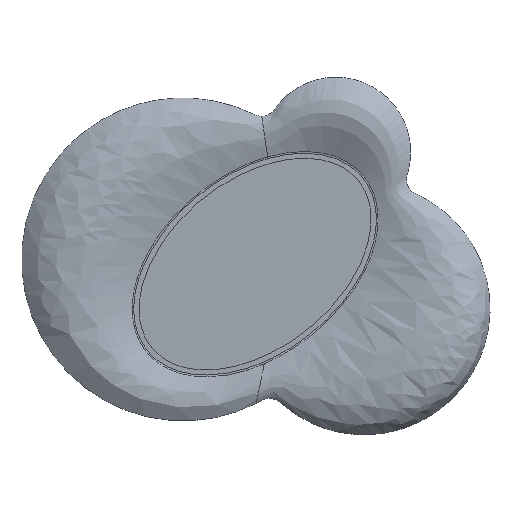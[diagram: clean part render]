
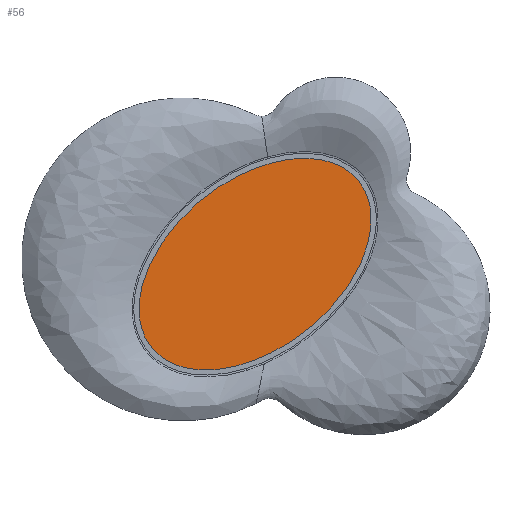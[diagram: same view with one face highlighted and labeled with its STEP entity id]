
A CAD part, front view. The second image highlights one B-rep face of the part: STEP entity #56.
In plain terms, the highlighted planar face has unit normal (0, -1, 0).
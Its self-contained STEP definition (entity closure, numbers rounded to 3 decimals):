
#56=ADVANCED_FACE($,(#114),#611,.T.);
#114=FACE_OUTER_BOUND($,#172,.T.);
#172=EDGE_LOOP($,(#306,#307));
#306=ORIENTED_EDGE($,*,*,#464,.T.);
#307=ORIENTED_EDGE($,*,*,#467,.T.);
#464=EDGE_CURVE($,#553,#555,#634,.T.);
#467=EDGE_CURVE($,#555,#553,#637,.T.);
#553=VERTEX_POINT($,#1545);
#555=VERTEX_POINT($,#1547);
#611=PLANE($,#813);
#634=B_SPLINE_CURVE_WITH_KNOTS($,3,(#1327,#1328,#1329,#1330,#1331,#1332,
#1333,#1334,#1335,#1336,#1337,#1338,#1339,#1340,#1341,#1342,#1343,#1344,
#1345,#1346,#1347,#1348,#1349,#1350,#1351,#1352,#1353,#1354,#1355,#1356,
#1357),.UNSPECIFIED.,.F.,.F.,(4,1,1,1,1,1,1,1,1,1,1,1,1,1,1,1,1,1,1,1,1,
1,1,1,1,1,1,1,4),(0.,29.794,58.943,87.27,
116.282,147.067,180.013,215.422,253.445,
294.042,336.977,381.834,428.057,475.007,
522.014,568.437,613.698,703.255,749.775,
796.81,843.71,889.808,934.471,977.157,
1017.468,1036.669,1055.211,1090.328,1123.01),
.UNSPECIFIED.);
#637=B_SPLINE_CURVE_WITH_KNOTS($,3,(#1390,#1391,#1392,#1393,#1394,#1395,
#1396,#1397,#1398,#1399,#1400,#1401,#1402,#1403,#1404,#1405,#1406,#1407,
#1408,#1409,#1410,#1411,#1412,#1413,#1414,#1415,#1416,#1417,#1418,#1419),
.UNSPECIFIED.,.F.,.F.,(4,1,1,1,1,1,1,1,1,1,1,1,1,1,1,1,1,1,1,1,1,1,1,1,1,
1,1,4),(1123.01,1153.571,1182.407,1210.279,
1239.292,1270.076,1303.023,1338.432,1376.455,
1417.052,1459.987,1504.844,1551.067,1598.016,
1645.024,1691.447,1736.707,1829.041,1876.946,
1924.964,1972.403,2018.586,2062.912,2104.901,
2144.241,2180.805,2214.651,2245.999),.UNSPECIFIED.);
#813=AXIS2_PLACEMENT_3D($,#1481,#822,$);
#822=DIRECTION($,(0.,-1.,0.));
#1327=CARTESIAN_POINT($,(1774.093,166.,713.617));
#1328=CARTESIAN_POINT($,(1771.347,166.,723.161));
#1329=CARTESIAN_POINT($,(1764.476,166.,741.671));
#1330=CARTESIAN_POINT($,(1749.992,166.,767.048));
#1331=CARTESIAN_POINT($,(1731.66,166.,789.47));
#1332=CARTESIAN_POINT($,(1709.464,166.,808.912));
#1333=CARTESIAN_POINT($,(1683.073,166.,825.273));
#1334=CARTESIAN_POINT($,(1652.465,166.,838.076));
#1335=CARTESIAN_POINT($,(1617.968,166.,846.79));
#1336=CARTESIAN_POINT($,(1580.087,166.,851.019));
#1337=CARTESIAN_POINT($,(1539.479,166.,850.524));
#1338=CARTESIAN_POINT($,(1496.929,166.,845.249));
#1339=CARTESIAN_POINT($,(1453.305,166.,835.321));
#1340=CARTESIAN_POINT($,(1409.503,166.,821.051));
#1341=CARTESIAN_POINT($,(1366.39,166.,802.901));
#1342=CARTESIAN_POINT($,(1324.754,166.,781.451));
#1343=CARTESIAN_POINT($,(1285.255,166.,757.352));
#1344=CARTESIAN_POINT($,(1235.915,166.,722.433));
#1345=CARTESIAN_POINT($,(1190.069,166.,682.723));
#1346=CARTESIAN_POINT($,(1148.17,166.,638.283));
#1347=CARTESIAN_POINT($,(1118.582,166.,601.94));
#1348=CARTESIAN_POINT($,(1091.989,166.,563.516));
#1349=CARTESIAN_POINT($,(1069.115,166.,523.668));
#1350=CARTESIAN_POINT($,(1050.587,166.,483.151));
#1351=CARTESIAN_POINT($,(1036.878,166.,442.784));
#1352=CARTESIAN_POINT($,(1029.597,166.,409.415));
#1353=CARTESIAN_POINT($,(1026.49,166.,383.565));
#1354=CARTESIAN_POINT($,(1025.182,166.,359.3));
#1355=CARTESIAN_POINT($,(1026.559,166.,330.446));
#1356=CARTESIAN_POINT($,(1031.016,166.,308.199));
#1357=CARTESIAN_POINT($,(1034.033,166.,297.719));
#1390=CARTESIAN_POINT($,(1034.033,166.,297.719));
#1391=CARTESIAN_POINT($,(1036.854,166.,287.92));
#1392=CARTESIAN_POINT($,(1043.811,166.,269.289));
#1393=CARTESIAN_POINT($,(1058.385,166.,243.961));
#1394=CARTESIAN_POINT($,(1076.581,166.,221.767));
#1395=CARTESIAN_POINT($,(1098.663,166.,202.424));
#1396=CARTESIAN_POINT($,(1125.053,166.,186.063));
#1397=CARTESIAN_POINT($,(1155.662,166.,173.261));
#1398=CARTESIAN_POINT($,(1190.158,166.,164.547));
#1399=CARTESIAN_POINT($,(1228.039,166.,160.318));
#1400=CARTESIAN_POINT($,(1268.647,166.,160.812));
#1401=CARTESIAN_POINT($,(1311.197,166.,166.088));
#1402=CARTESIAN_POINT($,(1354.821,166.,176.015));
#1403=CARTESIAN_POINT($,(1398.624,166.,190.286));
#1404=CARTESIAN_POINT($,(1441.736,166.,208.436));
#1405=CARTESIAN_POINT($,(1483.372,166.,229.885));
#1406=CARTESIAN_POINT($,(1522.871,166.,253.985));
#1407=CARTESIAN_POINT($,(1572.966,166.,289.438));
#1408=CARTESIAN_POINT($,(1619.795,166.,330.162));
#1409=CARTESIAN_POINT($,(1662.632,166.,376.078));
#1410=CARTESIAN_POINT($,(1692.557,166.,413.399));
#1411=CARTESIAN_POINT($,(1719.091,166.,452.516));
#1412=CARTESIAN_POINT($,(1741.571,166.,492.7));
#1413=CARTESIAN_POINT($,(1759.474,166.,533.151));
#1414=CARTESIAN_POINT($,(1772.454,166.,573.059));
#1415=CARTESIAN_POINT($,(1780.363,166.,611.645));
#1416=CARTESIAN_POINT($,(1783.248,166.,648.218));
#1417=CARTESIAN_POINT($,(1781.345,166.,682.189));
#1418=CARTESIAN_POINT($,(1776.984,166.,703.576));
#1419=CARTESIAN_POINT($,(1774.093,166.,713.617));
#1481=CARTESIAN_POINT($,(1025.478,166.,160.473));
#1545=CARTESIAN_POINT($,(1774.093,166.,713.617));
#1547=CARTESIAN_POINT($,(1034.033,166.,297.719));
